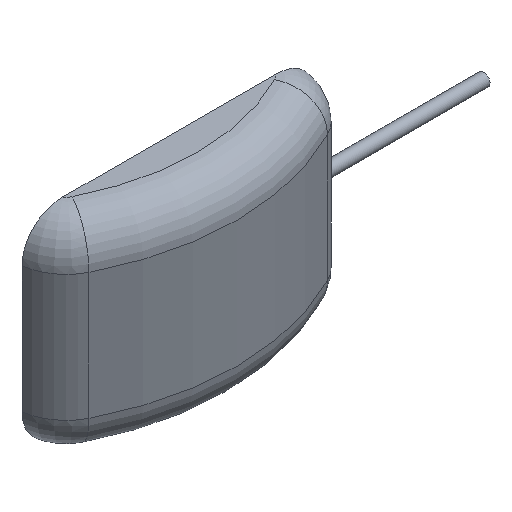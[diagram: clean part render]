
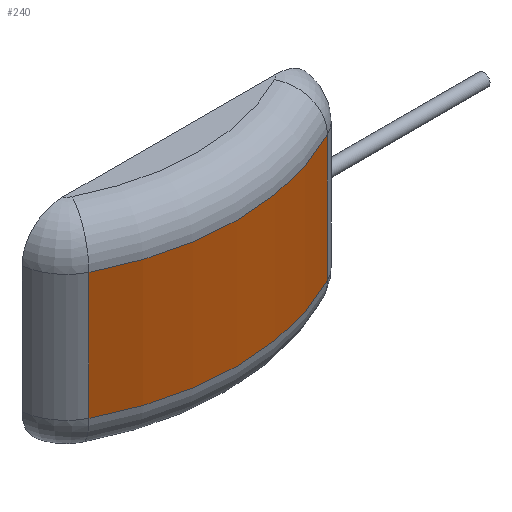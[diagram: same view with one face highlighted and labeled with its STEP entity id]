
A CAD part, isometric view. The second image highlights one B-rep face of the part: STEP entity #240.
In plain terms, the highlighted cylindrical face has radius 63.5 mm (diameter 127 mm), a partial arc.
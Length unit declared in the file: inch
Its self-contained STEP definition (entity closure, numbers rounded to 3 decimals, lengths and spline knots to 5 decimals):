
#15 = ORIENTED_EDGE ( 'NONE', *, *, #623, .T. ) ;
#16 = ORIENTED_EDGE ( 'NONE', *, *, #620, .T. ) ;
#17 = ORIENTED_EDGE ( 'NONE', *, *, #626, .F. ) ;
#18 = ORIENTED_EDGE ( 'NONE', *, *, #652, .T. ) ;
#73 = VERTEX_POINT ( 'NONE', #373 ) ;
#78 = VERTEX_POINT ( 'NONE', #366 ) ;
#79 = VERTEX_POINT ( 'NONE', #372 ) ;
#82 = VERTEX_POINT ( 'NONE', #362 ) ;
#107 = EDGE_LOOP ( 'NONE', ( #15, #16, #17, #18 ) ) ;
#136 = FACE_OUTER_BOUND ( 'NONE', #107, .T. ) ;
#138 = CYLINDRICAL_SURFACE ( 'NONE', #666, 2.5 ) ;
#145 = CIRCLE ( 'NONE', #660, 2.5 ) ;
#150 = LINE ( 'NONE', #419, #152 ) ;
#152 = VECTOR ( 'NONE', #409, 39.37008 ) ;
#153 = LINE ( 'NONE', #420, #155 ) ;
#155 = VECTOR ( 'NONE', #432, 39.37008 ) ;
#175 = CIRCLE ( 'NONE', #268, 2.5 ) ;
#240 = ADVANCED_FACE ( 'NONE', ( #136 ), #138, .T. ) ;
#268 = AXIS2_PLACEMENT_3D ( 'NONE', #585, #586, #587 ) ;
#311 = CARTESIAN_POINT ( 'NONE',  ( 0., 1.85, 0.98012 ) ) ;
#313 = DIRECTION ( 'NONE',  ( -1., 0., 0. ) ) ;
#314 = DIRECTION ( 'NONE',  ( 0., 0., -1. ) ) ;
#362 = CARTESIAN_POINT ( 'NONE',  ( 1.14125, -0.37431, -0.60492 ) ) ;
#366 = CARTESIAN_POINT ( 'NONE',  ( 1.14125, -0.37431, 0.60492 ) ) ;
#372 = CARTESIAN_POINT ( 'NONE',  ( -1.14125, -0.37431, 0.60492 ) ) ;
#373 = CARTESIAN_POINT ( 'NONE',  ( -1.14125, -0.37431, -0.60492 ) ) ;
#409 = DIRECTION ( 'NONE',  ( 0., 0., -1. ) ) ;
#416 = CARTESIAN_POINT ( 'NONE',  ( 0., 1.85, -0.60492 ) ) ;
#417 = DIRECTION ( 'NONE',  ( 0., 0., 1. ) ) ;
#418 = DIRECTION ( 'NONE',  ( 1., 0., 0. ) ) ;
#419 = CARTESIAN_POINT ( 'NONE',  ( -1.14125, -0.37431, 0.98012 ) ) ;
#420 = CARTESIAN_POINT ( 'NONE',  ( 1.14125, -0.37431, 0.98012 ) ) ;
#432 = DIRECTION ( 'NONE',  ( 0., 0., -1. ) ) ;
#585 = CARTESIAN_POINT ( 'NONE',  ( 0., 1.85, 0.60492 ) ) ;
#586 = DIRECTION ( 'NONE',  ( 0., 0., -1. ) ) ;
#587 = DIRECTION ( 'NONE',  ( 1., 0., 0. ) ) ;
#620 = EDGE_CURVE ( 'NONE', #73, #82, #145, .T. ) ;
#623 = EDGE_CURVE ( 'NONE', #79, #73, #150, .T. ) ;
#626 = EDGE_CURVE ( 'NONE', #78, #82, #153, .T. ) ;
#652 = EDGE_CURVE ( 'NONE', #78, #79, #175, .T. ) ;
#660 = AXIS2_PLACEMENT_3D ( 'NONE', #416, #417, #418 ) ;
#666 = AXIS2_PLACEMENT_3D ( 'NONE', #311, #314, #313 ) ;
